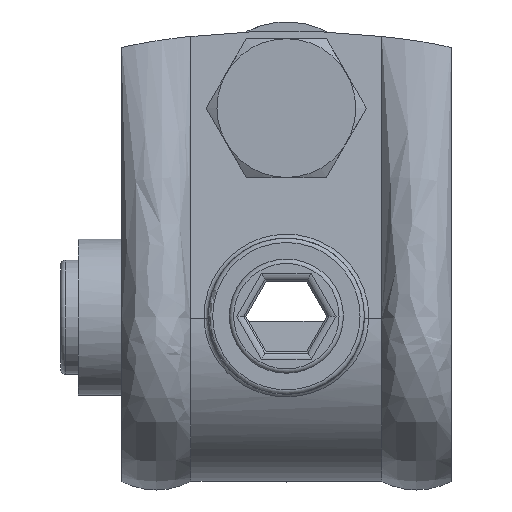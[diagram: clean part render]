
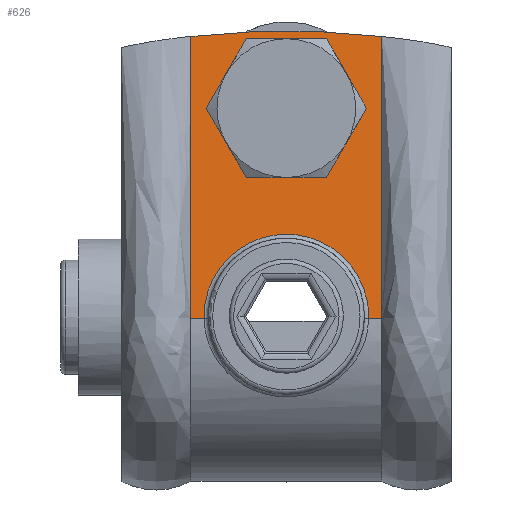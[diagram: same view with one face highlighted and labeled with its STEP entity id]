
A CAD part, top view. The second image highlights one B-rep face of the part: STEP entity #626.
In plain terms, the highlighted planar face has unit normal (0, 0.07, 0.998).
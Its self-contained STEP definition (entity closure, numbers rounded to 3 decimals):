
#41 = VECTOR ( 'NONE', #4414, 1000. ) ;
#63 = VERTEX_POINT ( 'NONE', #3089 ) ;
#225 = CARTESIAN_POINT ( 'NONE',  ( -9.497, 18.721, 17.457 ) ) ;
#316 = EDGE_CURVE ( 'NONE', #2839, #2839, #1939, .T. ) ;
#364 = CARTESIAN_POINT ( 'NONE',  ( 5.679, 28.465, 16.776 ) ) ;
#442 = DIRECTION ( 'NONE',  ( 0., 0.998, -0.07 ) ) ;
#467 = VERTEX_POINT ( 'NONE', #2458 ) ;
#626 = ADVANCED_FACE ( 'NONE', ( #5352, #4025 ), #1384, .F. ) ;
#682 = ORIENTED_EDGE ( 'NONE', *, *, #3507, .T. ) ;
#810 = ORIENTED_EDGE ( 'NONE', *, *, #3707, .F. ) ;
#853 = CARTESIAN_POINT ( 'NONE',  ( 14., 50.035, 15.268 ) ) ;
#976 = CARTESIAN_POINT ( 'NONE',  ( 11., 51.269, 15.181 ) ) ;
#984 = CARTESIAN_POINT ( 'NONE',  ( -11., 29.57, 16.699 ) ) ;
#1040 = EDGE_CURVE ( 'NONE', #4495, #63, #4463, .T. ) ;
#1097 = LINE ( 'NONE', #2553, #41 ) ;
#1154 = CARTESIAN_POINT ( 'NONE',  ( 0., 50.035, 15.268 ) ) ;
#1183 = DIRECTION ( 'NONE',  ( 0., 0.998, -0.07 ) ) ;
#1202 = CARTESIAN_POINT ( 'NONE',  ( -11., 18.721, 17.457 ) ) ;
#1384 = PLANE ( 'NONE',  #5320 ) ;
#1454 = EDGE_CURVE ( 'NONE', #3247, #467, #3804, .T. ) ;
#1476 = CARTESIAN_POINT ( 'NONE',  ( -14., 36.035, 16.247 ) ) ;
#1642 = CARTESIAN_POINT ( 'NONE',  ( 0., -43.816, 21.83 ) ) ;
#1857 = CARTESIAN_POINT ( 'NONE',  ( 11., 51.269, 15.181 ) ) ;
#1905 = CARTESIAN_POINT ( 'NONE',  ( 11., 40.42, 15.94 ) ) ;
#1939 =( BOUNDED_CURVE ( )  B_SPLINE_CURVE ( 3, ( #2301, #853, #4652, #4262, #1476, #3947, #1154 ),
 .UNSPECIFIED., .T., .T. ) 
 B_SPLINE_CURVE_WITH_KNOTS ( ( 4, 3, 4 ),
 ( 0., 3.142, 6.283 ),
 .UNSPECIFIED. ) 
 CURVE ( )  GEOMETRIC_REPRESENTATION_ITEM ( )  RATIONAL_B_SPLINE_CURVE ( ( 1., 0.333, 0.333, 1., 0.333, 0.333, 1. ) ) 
 REPRESENTATION_ITEM ( '' )  );
#1948 = CARTESIAN_POINT ( 'NONE',  ( 11., 18.721, 17.457 ) ) ;
#2033 = CARTESIAN_POINT ( 'NONE',  ( 19., 18.721, 17.457 ) ) ;
#2152 = ORIENTED_EDGE ( 'NONE', *, *, #1454, .T. ) ;
#2221 = ORIENTED_EDGE ( 'NONE', *, *, #2999, .F. ) ;
#2301 = CARTESIAN_POINT ( 'NONE',  ( 0., 50.035, 15.268 ) ) ;
#2317 = ORIENTED_EDGE ( 'NONE', *, *, #1040, .T. ) ;
#2331 = CARTESIAN_POINT ( 'NONE',  ( 19., 52., 15.13 ) ) ;
#2375 = CARTESIAN_POINT ( 'NONE',  ( -11., 18.721, 17.457 ) ) ;
#2401 = EDGE_CURVE ( 'NONE', #3247, #3546, #3712, .T. ) ;
#2458 = CARTESIAN_POINT ( 'NONE',  ( -11., 51.269, 15.181 ) ) ;
#2553 = CARTESIAN_POINT ( 'NONE',  ( 19., 18.721, 17.457 ) ) ;
#2706 = CARTESIAN_POINT ( 'NONE',  ( -5.679, 28.465, 16.776 ) ) ;
#2839 = VERTEX_POINT ( 'NONE', #4366 ) ;
#2859 = CARTESIAN_POINT ( 'NONE',  ( -11., 51.269, 15.181 ) ) ;
#2989 = DIRECTION ( 'NONE',  ( -1., 0., 0. ) ) ;
#2999 = EDGE_CURVE ( 'NONE', #3546, #63, #6009, .T. ) ;
#3089 = CARTESIAN_POINT ( 'NONE',  ( 9.497, 18.721, 17.457 ) ) ;
#3247 = VERTEX_POINT ( 'NONE', #1857 ) ;
#3318 = AXIS2_PLACEMENT_3D ( 'NONE', #1642, #4369, #1183 ) ;
#3507 = EDGE_CURVE ( 'NONE', #467, #4548, #4650, .T. ) ;
#3546 = VERTEX_POINT ( 'NONE', #4729 ) ;
#3707 = EDGE_CURVE ( 'NONE', #4495, #4548, #1097, .T. ) ;
#3712 = B_SPLINE_CURVE_WITH_KNOTS ( 'NONE', 3,
 ( #976, #1905, #5175, #1948 ),
 .UNSPECIFIED., .F., .F.,
 ( 4, 4 ),
 ( 0.012, 0.531 ),
 .UNSPECIFIED. ) ;
#3804 = CIRCLE ( 'NONE', #3318, 95.95 ) ;
#3947 = CARTESIAN_POINT ( 'NONE',  ( -14., 50.035, 15.268 ) ) ;
#4025 = FACE_OUTER_BOUND ( 'NONE', #4801, .T. ) ;
#4049 = CARTESIAN_POINT ( 'NONE',  ( 9.643, 24.398, 17.06 ) ) ;
#4262 = CARTESIAN_POINT ( 'NONE',  ( 0., 36.035, 16.247 ) ) ;
#4366 = CARTESIAN_POINT ( 'NONE',  ( 0., 50.035, 15.268 ) ) ;
#4369 = DIRECTION ( 'NONE',  ( 0., 0.07, 0.998 ) ) ;
#4414 = DIRECTION ( 'NONE',  ( -1., 0., 0. ) ) ;
#4463 =( BOUNDED_CURVE ( )  B_SPLINE_CURVE ( 3, ( #4983, #5496, #2706, #5924, #364, #4049, #5523 ),
 .UNSPECIFIED., .F., .F. ) 
 B_SPLINE_CURVE_WITH_KNOTS ( ( 4, 3, 4 ),
 ( 4.687, 6.283, 7.88 ),
 .UNSPECIFIED. ) 
 CURVE ( )  GEOMETRIC_REPRESENTATION_ITEM ( )  RATIONAL_B_SPLINE_CURVE ( ( 1., 0.799, 0.799, 1., 0.799, 0.799, 1. ) ) 
 REPRESENTATION_ITEM ( '' )  );
#4495 = VERTEX_POINT ( 'NONE', #225 ) ;
#4548 = VERTEX_POINT ( 'NONE', #1202 ) ;
#4580 = EDGE_LOOP ( 'NONE', ( #5520 ) ) ;
#4650 = B_SPLINE_CURVE_WITH_KNOTS ( 'NONE', 3,
 ( #2859, #5145, #984, #2375 ),
 .UNSPECIFIED., .F., .F.,
 ( 4, 4 ),
 ( 0.012, 0.531 ),
 .UNSPECIFIED. ) ;
#4652 = CARTESIAN_POINT ( 'NONE',  ( 14., 36.035, 16.247 ) ) ;
#4729 = CARTESIAN_POINT ( 'NONE',  ( 11., 18.721, 17.457 ) ) ;
#4801 = EDGE_LOOP ( 'NONE', ( #5522, #2152, #682, #810, #2317, #2221 ) ) ;
#4983 = CARTESIAN_POINT ( 'NONE',  ( -9.497, 18.721, 17.457 ) ) ;
#5071 = DIRECTION ( 'NONE',  ( 0., -0.07, -0.998 ) ) ;
#5145 = CARTESIAN_POINT ( 'NONE',  ( -11., 40.42, 15.94 ) ) ;
#5175 = CARTESIAN_POINT ( 'NONE',  ( 11., 29.57, 16.699 ) ) ;
#5320 = AXIS2_PLACEMENT_3D ( 'NONE', #2331, #5071, #442 ) ;
#5352 = FACE_BOUND ( 'NONE', #4580, .T. ) ;
#5496 = CARTESIAN_POINT ( 'NONE',  ( -9.643, 24.398, 17.06 ) ) ;
#5520 = ORIENTED_EDGE ( 'NONE', *, *, #316, .T. ) ;
#5522 = ORIENTED_EDGE ( 'NONE', *, *, #2401, .F. ) ;
#5523 = CARTESIAN_POINT ( 'NONE',  ( 9.497, 18.721, 17.457 ) ) ;
#5573 = VECTOR ( 'NONE', #2989, 1000. ) ;
#5924 = CARTESIAN_POINT ( 'NONE',  ( 0., 28.465, 16.776 ) ) ;
#6009 = LINE ( 'NONE', #2033, #5573 ) ;
